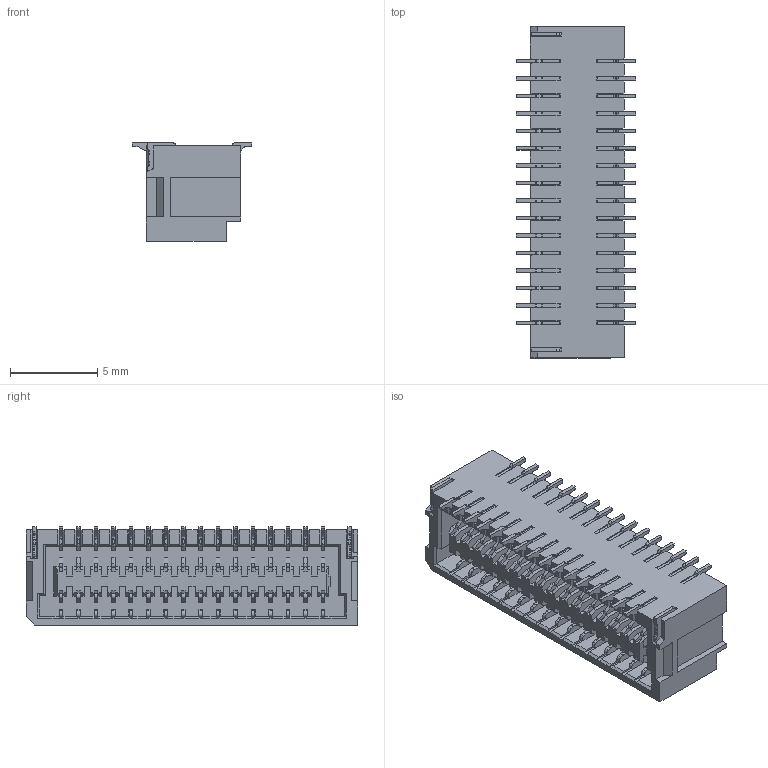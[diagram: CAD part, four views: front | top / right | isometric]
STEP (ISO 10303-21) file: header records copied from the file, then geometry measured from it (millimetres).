
FILE_DESCRIPTION (( 'STEP AP203' ), '1' );
FILE_NAME ('FWF10013-D32B83NAM.STEP', '2025-11-21T03:43:51', ( '' ), ( '' ), 'SwSTEP 2.0', 'SolidWorks 2021', '' );
FILE_SCHEMA (( 'CONFIG_CONTROL_DESIGN' ));
Products named in the file (1): FWF10013-D32B83NAM
Bounding box: 6.86 x 19 x 5.62 mm (x, y, z)
Volume: 370.4 mm3; surface area: 1628.9 mm2
Topology: 1 solids, 17 shells, 3696 faces, 11475 edges, 7536 vertices
Faces by surface type: plane 2718, bspline 978
Entity records: 143260 total; most frequent: CARTESIAN_POINT 48760, ORIENTED_EDGE 22950, DIRECTION 14813, EDGE_CURVE 11475, LINE 9375, VECTOR 9375, VERTEX_POINT 7536, EDGE_LOOP 3815
